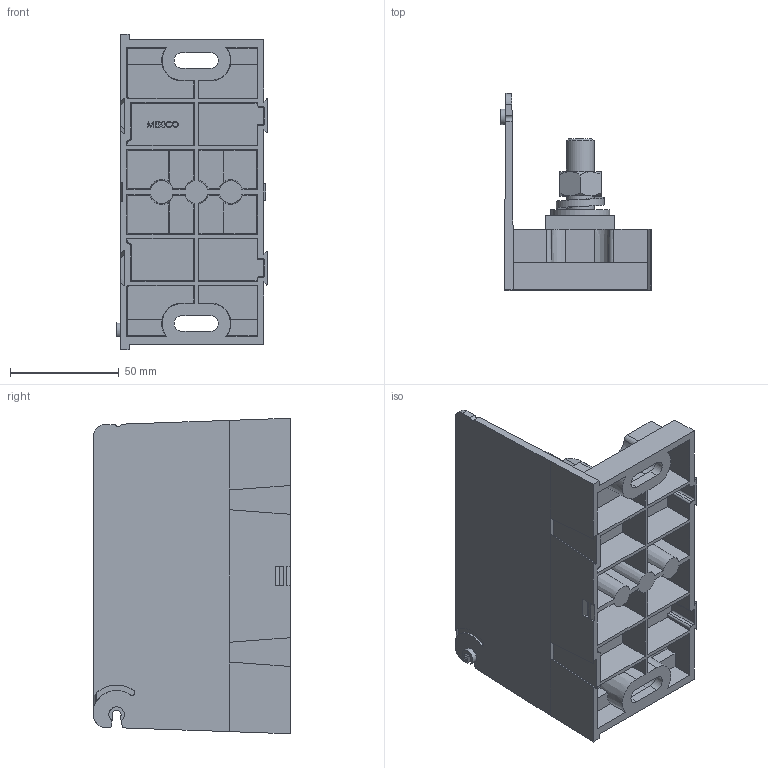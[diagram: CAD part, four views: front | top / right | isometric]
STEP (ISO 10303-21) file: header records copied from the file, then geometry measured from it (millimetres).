
FILE_DESCRIPTION (( 'STEP AP214' ), '1' );
FILE_NAME ('701915rev-ADDER.STEP', '2019-12-10T20:17:00', ( '' ), ( '' ), 'SwSTEP 2.0', 'SolidWorks 2017', '' );
FILE_SCHEMA (( 'AUTOMOTIVE_DESIGN' ));
Length unit declared in the file: inch
Products named in the file (2): 701915rev-ADDER
Bounding box: 69.22 x 90.17 x 144.78 mm (x, y, z)
Volume: 158756.1 mm3; surface area: 99796.9 mm2
Topology: 11 solids, 11 shells, 982 faces, 2666 edges, 1736 vertices
Faces by surface type: plane 518, cylinder 369, cone 65, bspline 23, torus 7
Full cylindrical faces by diameter (mm): 4.928 x1, 6.909 x1, 10.795 x1, 12.7 x4, 13.487 x2, 13.894 x2, 14.3 x2, 19.05 x2, 26.975 x2
Entity records: 49777 total; most frequent: CARTESIAN_POINT 13031, ORIENTED_EDGE 5232, DIRECTION 4631, EDGE_CURVE 2616, VERTEX_POINT 1721, AXIS2_PLACEMENT_3D 1639, LINE 1353, VECTOR 1353
